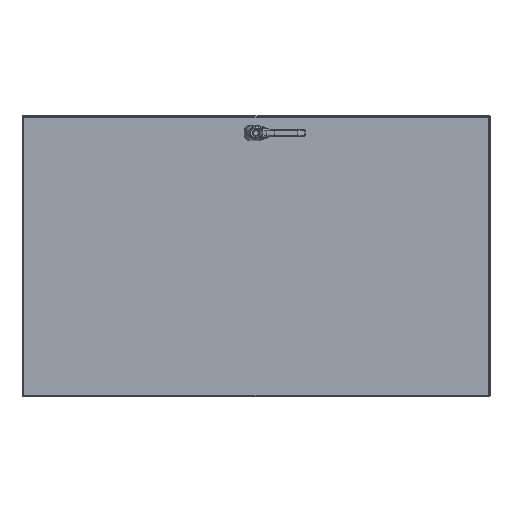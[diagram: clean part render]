
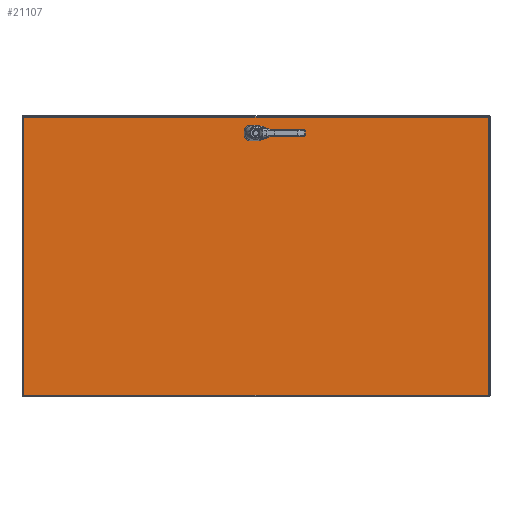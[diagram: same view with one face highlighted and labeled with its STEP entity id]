
A CAD part, top view. The second image highlights one B-rep face of the part: STEP entity #21107.
In plain terms, the highlighted face is planar.
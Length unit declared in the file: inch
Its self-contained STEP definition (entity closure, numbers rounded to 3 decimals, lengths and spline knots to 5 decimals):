
#19437=CARTESIAN_POINT('',(2.33762,30.275,0.0));
#19438=VERTEX_POINT('',#19437);
#19445=CARTESIAN_POINT('',(2.525,30.08762,0.0));
#19446=VERTEX_POINT('',#19445);
#19447=CARTESIAN_POINT('',(2.125,29.875,0.0));
#19448=DIRECTION('',(0.0,0.0,1.));
#19449=DIRECTION('',(-0.469,-0.883,0.0));
#19450=AXIS2_PLACEMENT_3D('',#19447,#19448,#19449);
#19451=CIRCLE('',#19450,0.453);
#19452=EDGE_CURVE('',#19446,#19438,#19451,.T.);
#19477=CARTESIAN_POINT('',(2.525,29.66238,0.0));
#19478=VERTEX_POINT('',#19477);
#19479=CARTESIAN_POINT('',(2.525,29.66238,0.0));
#19480=DIRECTION('',(0.0,1.0,0.0));
#19481=VECTOR('',#19480,0.42525);
#19482=LINE('',#19479,#19481);
#19483=EDGE_CURVE('',#19478,#19446,#19482,.T.);
#19509=CARTESIAN_POINT('',(2.33762,29.475,0.0));
#19510=VERTEX_POINT('',#19509);
#19511=CARTESIAN_POINT('',(2.125,29.875,0.0));
#19512=DIRECTION('',(0.0,0.0,1.0));
#19513=DIRECTION('',(-0.883,0.469,0.0));
#19514=AXIS2_PLACEMENT_3D('',#19511,#19512,#19513);
#19515=CIRCLE('',#19514,0.453);
#19516=EDGE_CURVE('',#19510,#19478,#19515,.T.);
#19541=CARTESIAN_POINT('',(1.91238,29.475,0.0));
#19542=VERTEX_POINT('',#19541);
#19543=CARTESIAN_POINT('',(1.91238,29.475,0.0));
#19544=DIRECTION('',(1.0,0.0,0.0));
#19545=VECTOR('',#19544,0.42525);
#19546=LINE('',#19543,#19545);
#19547=EDGE_CURVE('',#19542,#19510,#19546,.T.);
#19573=CARTESIAN_POINT('',(1.725,29.66238,0.0));
#19574=VERTEX_POINT('',#19573);
#19575=CARTESIAN_POINT('',(2.125,29.875,0.0));
#19576=DIRECTION('',(0.0,0.0,1.));
#19577=DIRECTION('',(0.469,0.883,0.0));
#19578=AXIS2_PLACEMENT_3D('',#19575,#19576,#19577);
#19579=CIRCLE('',#19578,0.453);
#19580=EDGE_CURVE('',#19574,#19542,#19579,.T.);
#19605=CARTESIAN_POINT('',(1.725,30.08762,0.0));
#19606=VERTEX_POINT('',#19605);
#19607=CARTESIAN_POINT('',(1.725,30.08762,0.0));
#19608=DIRECTION('',(0.0,-1.0,0.0));
#19609=VECTOR('',#19608,0.42525);
#19610=LINE('',#19607,#19609);
#19611=EDGE_CURVE('',#19606,#19574,#19610,.T.);
#19637=CARTESIAN_POINT('',(1.91238,30.275,0.0));
#19638=VERTEX_POINT('',#19637);
#19639=CARTESIAN_POINT('',(2.125,29.875,0.0));
#19640=DIRECTION('',(0.0,0.0,1.0));
#19641=DIRECTION('',(0.883,-0.469,0.0));
#19642=AXIS2_PLACEMENT_3D('',#19639,#19640,#19641);
#19643=CIRCLE('',#19642,0.453);
#19644=EDGE_CURVE('',#19638,#19606,#19643,.T.);
#19667=CARTESIAN_POINT('',(2.33762,30.275,0.0));
#19668=DIRECTION('',(-1.0,0.0,0.0));
#19669=VECTOR('',#19668,0.42525);
#19670=LINE('',#19667,#19669);
#19671=EDGE_CURVE('',#19438,#19638,#19670,.T.);
#20115=CARTESIAN_POINT('',(35.76975,0.10525,0.));
#20116=VERTEX_POINT('',#20115);
#20127=CARTESIAN_POINT('',(35.76975,59.64475,0.));
#20128=VERTEX_POINT('',#20127);
#20129=CARTESIAN_POINT('',(35.76975,59.64475,0.0));
#20130=DIRECTION('',(0.0,-1.0,0.0));
#20131=VECTOR('',#20130,59.5395);
#20132=LINE('',#20129,#20131);
#20133=EDGE_CURVE('',#20128,#20116,#20132,.T.);
#20285=CARTESIAN_POINT('',(0.10525,0.10525,0.));
#20286=VERTEX_POINT('',#20285);
#20297=CARTESIAN_POINT('',(35.76975,0.10525,0.0));
#20298=DIRECTION('',(-1.0,0.0,0.0));
#20299=VECTOR('',#20298,35.6645);
#20300=LINE('',#20297,#20299);
#20301=EDGE_CURVE('',#20116,#20286,#20300,.T.);
#20562=CARTESIAN_POINT('',(0.10525,59.64475,0.));
#20563=VERTEX_POINT('',#20562);
#20574=CARTESIAN_POINT('',(0.10525,0.10525,0.0));
#20575=DIRECTION('',(0.0,1.0,0.0));
#20576=VECTOR('',#20575,59.5395);
#20577=LINE('',#20574,#20576);
#20578=EDGE_CURVE('',#20286,#20563,#20577,.T.);
#20843=CARTESIAN_POINT('',(0.10525,59.64475,0.0));
#20844=DIRECTION('',(1.0,0.0,0.0));
#20845=VECTOR('',#20844,35.6645);
#20846=LINE('',#20843,#20845);
#20847=EDGE_CURVE('',#20563,#20128,#20846,.T.);
#21086=CARTESIAN_POINT('',(17.9375,29.875,0.0));
#21087=DIRECTION('',(0.0,0.0,1.0));
#21088=DIRECTION('',(1.0,0.0,0.0));
#21089=AXIS2_PLACEMENT_3D('',#21086,#21087,#21088);
#21090=PLANE('',#21089);
#21091=ORIENTED_EDGE('',*,*,#20133,.T.);
#21092=ORIENTED_EDGE('',*,*,#20301,.T.);
#21093=ORIENTED_EDGE('',*,*,#20578,.T.);
#21094=ORIENTED_EDGE('',*,*,#20847,.T.);
#21095=EDGE_LOOP('',(#21091,#21092,#21093,#21094));
#21096=FACE_OUTER_BOUND('',#21095,.T.);
#21097=ORIENTED_EDGE('',*,*,#19452,.T.);
#21098=ORIENTED_EDGE('',*,*,#19671,.T.);
#21099=ORIENTED_EDGE('',*,*,#19644,.T.);
#21100=ORIENTED_EDGE('',*,*,#19611,.T.);
#21101=ORIENTED_EDGE('',*,*,#19580,.T.);
#21102=ORIENTED_EDGE('',*,*,#19547,.T.);
#21103=ORIENTED_EDGE('',*,*,#19516,.T.);
#21104=ORIENTED_EDGE('',*,*,#19483,.T.);
#21105=EDGE_LOOP('',(#21097,#21098,#21099,#21100,#21101,#21102,#21103,#21104));
#21106=FACE_BOUND('',#21105,.T.);
#21107=ADVANCED_FACE('',(#21096,#21106),#21090,.F.);
